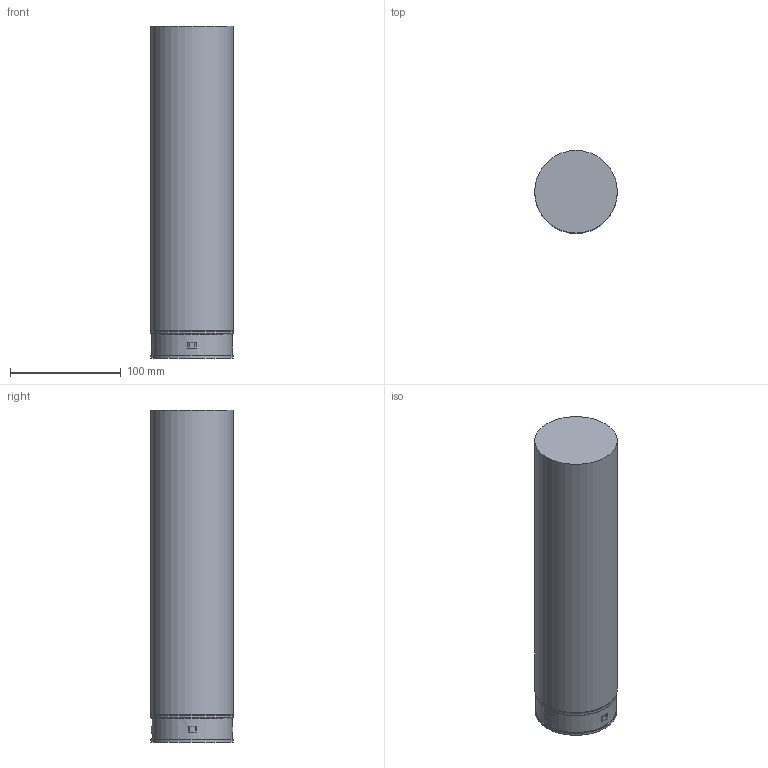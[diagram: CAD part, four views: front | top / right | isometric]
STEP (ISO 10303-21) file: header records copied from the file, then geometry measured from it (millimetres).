
FILE_DESCRIPTION(/* description */ (''),/* implementation_level */ '2;1');
FILE_NAME(/* name */ '31106_Support_ipt_3245b488.STEP',/* time_stamp */ '2018-12-04T14:45:37+01:00',/* author */ ('chsl'),/* organization */ (''),/* preprocessor_version */ 'ST-DEVELOPER v17',/* originating_system */ 'Autodesk Inventor 2019',/* authorisation */ '');
FILE_SCHEMA (('AUTOMOTIVE_DESIGN { 1 0 10303 214 3 1 1 }'));
Length unit declared in the file: millimetre
Products named in the file (1): 31106_Support
Bounding box: 74.5 x 74.5 x 299.5 mm (x, y, z)
Volume: 1300757.5 mm3; surface area: 79070 mm2
Topology: 1 solids, 1 shells, 39 faces, 94 edges, 65 vertices
Faces by surface type: cylinder 19, plane 17, cone 2, torus 1
Full cylindrical faces by diameter (mm): 3.3 x1, 72.5 x1, 74 x2, 74.5 x1
Entity records: 1292 total; most frequent: CARTESIAN_POINT 265, DIRECTION 232, ORIENTED_EDGE 188, AXIS2_PLACEMENT_3D 100, EDGE_CURVE 94, VERTEX_POINT 65, CIRCLE 60, EDGE_LOOP 47
